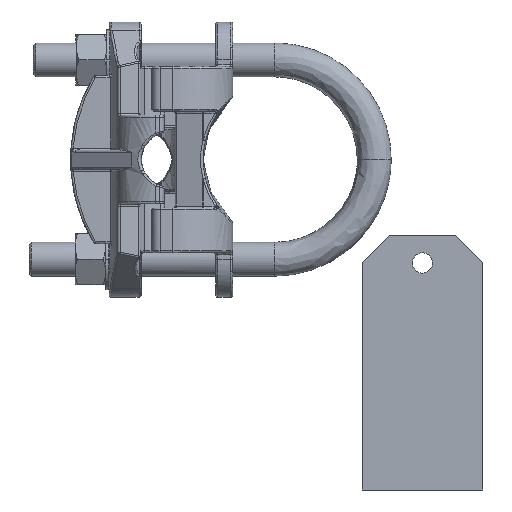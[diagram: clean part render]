
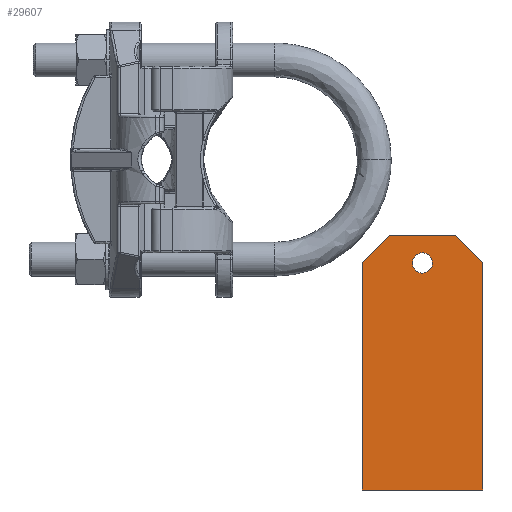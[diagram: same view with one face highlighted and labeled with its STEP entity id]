
A CAD part, left-side view. The second image highlights one B-rep face of the part: STEP entity #29607.
In plain terms, the highlighted free-form (B-spline) face has degree [1, 1] with [2, 2] control points.
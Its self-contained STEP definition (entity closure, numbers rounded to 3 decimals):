
#29607 = ADVANCED_FACE('',(#29608,#29652),#29674,.F.);
#29608 = FACE_BOUND('',#29609,.F.);
#29609 = EDGE_LOOP('',(#29610,#29619,#29626,#29633,#29640,#29647));
#29610 = ORIENTED_EDGE('',*,*,#29611,.T.);
#29611 = EDGE_CURVE('',#29612,#29614,#29616,.T.);
#29612 = VERTEX_POINT('',#29613);
#29613 = CARTESIAN_POINT('',(-0.628,-47.982,
    -38.31));
#29614 = VERTEX_POINT('',#29615);
#29615 = CARTESIAN_POINT('',(-0.628,-58.031,
    -28.262));
#29616 = B_SPLINE_CURVE_WITH_KNOTS('',1,(#29617,#29618),.UNSPECIFIED.,
  .F.,.F.,(2,2),(0.,14.368),.PIECEWISE_BEZIER_KNOTS.);
#29617 = CARTESIAN_POINT('',(-0.628,-47.982,
    -38.31));
#29618 = CARTESIAN_POINT('',(-0.628,-58.031,
    -28.262));
#29619 = ORIENTED_EDGE('',*,*,#29620,.T.);
#29620 = EDGE_CURVE('',#29614,#29621,#29623,.T.);
#29621 = VERTEX_POINT('',#29622);
#29622 = CARTESIAN_POINT('',(-0.628,-82.65,
    -28.262));
#29623 = B_SPLINE_CURVE_WITH_KNOTS('',1,(#29624,#29625),.UNSPECIFIED.,
  .F.,.F.,(2,2),(0.,24.892),.PIECEWISE_BEZIER_KNOTS.);
#29624 = CARTESIAN_POINT('',(-0.628,-58.031,
    -28.262));
#29625 = CARTESIAN_POINT('',(-0.628,-82.65,
    -28.262));
#29626 = ORIENTED_EDGE('',*,*,#29627,.T.);
#29627 = EDGE_CURVE('',#29621,#29628,#29630,.T.);
#29628 = VERTEX_POINT('',#29629);
#29629 = CARTESIAN_POINT('',(-0.628,-92.699,
    -38.31));
#29630 = B_SPLINE_CURVE_WITH_KNOTS('',1,(#29631,#29632),.UNSPECIFIED.,
  .F.,.F.,(2,2),(0.,14.368),.PIECEWISE_BEZIER_KNOTS.);
#29631 = CARTESIAN_POINT('',(-0.628,-82.65,
    -28.262));
#29632 = CARTESIAN_POINT('',(-0.628,-92.699,
    -38.31));
#29633 = ORIENTED_EDGE('',*,*,#29634,.T.);
#29634 = EDGE_CURVE('',#29628,#29635,#29637,.T.);
#29635 = VERTEX_POINT('',#29636);
#29636 = CARTESIAN_POINT('',(-0.628,-92.699,
    -122.468));
#29637 = B_SPLINE_CURVE_WITH_KNOTS('',1,(#29638,#29639),.UNSPECIFIED.,
  .F.,.F.,(2,2),(0.,85.09),.PIECEWISE_BEZIER_KNOTS.);
#29638 = CARTESIAN_POINT('',(-0.628,-92.699,
    -38.31));
#29639 = CARTESIAN_POINT('',(-0.628,-92.699,
    -122.468));
#29640 = ORIENTED_EDGE('',*,*,#29641,.T.);
#29641 = EDGE_CURVE('',#29635,#29642,#29644,.T.);
#29642 = VERTEX_POINT('',#29643);
#29643 = CARTESIAN_POINT('',(-0.628,-47.982,
    -122.468));
#29644 = B_SPLINE_CURVE_WITH_KNOTS('',1,(#29645,#29646),.UNSPECIFIED.,
  .F.,.F.,(2,2),(0.,45.212),.PIECEWISE_BEZIER_KNOTS.);
#29645 = CARTESIAN_POINT('',(-0.628,-92.699,
    -122.468));
#29646 = CARTESIAN_POINT('',(-0.628,-47.982,
    -122.468));
#29647 = ORIENTED_EDGE('',*,*,#29648,.T.);
#29648 = EDGE_CURVE('',#29642,#29612,#29649,.T.);
#29649 = B_SPLINE_CURVE_WITH_KNOTS('',1,(#29650,#29651),.UNSPECIFIED.,
  .F.,.F.,(2,2),(0.,85.09),.PIECEWISE_BEZIER_KNOTS.);
#29650 = CARTESIAN_POINT('',(-0.628,-47.982,
    -122.468));
#29651 = CARTESIAN_POINT('',(-0.628,-47.982,
    -38.31));
#29652 = FACE_BOUND('',#29653,.F.);
#29653 = EDGE_LOOP('',(#29654,#29666));
#29654 = ORIENTED_EDGE('',*,*,#29655,.T.);
#29655 = EDGE_CURVE('',#29656,#29658,#29660,.T.);
#29656 = VERTEX_POINT('',#29657);
#29657 = CARTESIAN_POINT('',(-0.628,-70.341,
    -42.079));
#29658 = VERTEX_POINT('',#29659);
#29659 = CARTESIAN_POINT('',(-0.628,-70.341,
    -34.542));
#29660 = ( BOUNDED_CURVE() B_SPLINE_CURVE(2,(#29661,#29662,#29663,#29664
,#29665),.UNSPECIFIED.,.F.,.F.) B_SPLINE_CURVE_WITH_KNOTS((3,2,3),(0.,
1.571,3.142),.PIECEWISE_BEZIER_KNOTS.) CURVE() 
GEOMETRIC_REPRESENTATION_ITEM() RATIONAL_B_SPLINE_CURVE((1.,
0.707,1.,0.707,1.)) REPRESENTATION_ITEM('') );
#29661 = CARTESIAN_POINT('',(-0.628,-70.341,
    -42.079));
#29662 = CARTESIAN_POINT('',(-0.628,-74.109,
    -42.079));
#29663 = CARTESIAN_POINT('',(-0.628,-74.109,
    -38.31));
#29664 = CARTESIAN_POINT('',(-0.628,-74.109,
    -34.542));
#29665 = CARTESIAN_POINT('',(-0.628,-70.341,
    -34.542));
#29666 = ORIENTED_EDGE('',*,*,#29667,.T.);
#29667 = EDGE_CURVE('',#29658,#29656,#29668,.T.);
#29668 = ( BOUNDED_CURVE() B_SPLINE_CURVE(2,(#29669,#29670,#29671,#29672
,#29673),.UNSPECIFIED.,.F.,.F.) B_SPLINE_CURVE_WITH_KNOTS((3,2,3),(0.,
1.571,3.142),.PIECEWISE_BEZIER_KNOTS.) CURVE() 
GEOMETRIC_REPRESENTATION_ITEM() RATIONAL_B_SPLINE_CURVE((1.,
0.707,1.,0.707,1.)) REPRESENTATION_ITEM('') );
#29669 = CARTESIAN_POINT('',(-0.628,-70.341,
    -34.542));
#29670 = CARTESIAN_POINT('',(-0.628,-66.572,
    -34.542));
#29671 = CARTESIAN_POINT('',(-0.628,-66.572,
    -38.31));
#29672 = CARTESIAN_POINT('',(-0.628,-66.572,
    -42.079));
#29673 = CARTESIAN_POINT('',(-0.628,-70.341,
    -42.079));
#29674 = B_SPLINE_SURFACE_WITH_KNOTS('',1,1,(
    (#29675,#29676)
    ,(#29677,#29678
    )),.UNSPECIFIED.,.F.,.F.,.F.,(2,2),(2,2),(-47.625,47.625),(-22.606,
    22.606),.PIECEWISE_BEZIER_KNOTS.);
#29675 = CARTESIAN_POINT('',(-0.628,-92.699,
    -28.262));
#29676 = CARTESIAN_POINT('',(-0.628,-47.982,
    -28.262));
#29677 = CARTESIAN_POINT('',(-0.628,-92.699,
    -122.468));
#29678 = CARTESIAN_POINT('',(-0.628,-47.982,
    -122.468));
